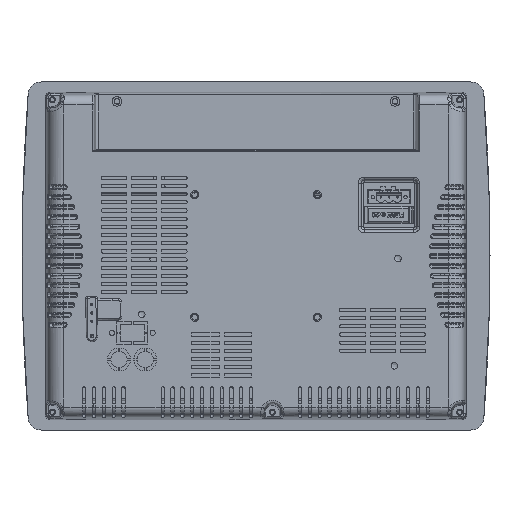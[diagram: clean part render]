
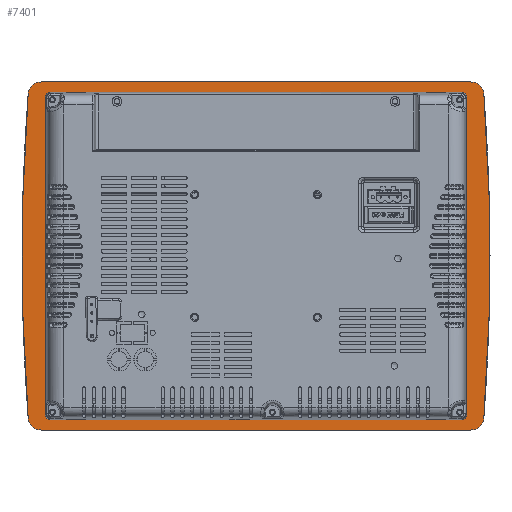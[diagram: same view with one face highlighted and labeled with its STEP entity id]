
A CAD part, front view. The second image highlights one B-rep face of the part: STEP entity #7401.
In plain terms, the highlighted planar face has unit normal (0, -1, 0).
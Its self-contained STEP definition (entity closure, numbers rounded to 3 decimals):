
#7401 = ADVANCED_FACE ( 'NONE', ( #41095, #41096 ), #41097, .T. ) ;
#8849 = EDGE_CURVE ( 'NONE', #99852, #99878, #52760, .T. ) ;
#8852 = EDGE_CURVE ( 'NONE', #99854, #99852, #28919, .T. ) ;
#8855 = EDGE_CURVE ( 'NONE', #99839, #99854, #28935, .T. ) ;
#8858 = EDGE_CURVE ( 'NONE', #99844, #99829, #28951, .T. ) ;
#8862 = EDGE_CURVE ( 'NONE', #99829, #99822, #52829, .T. ) ;
#8865 = EDGE_CURVE ( 'NONE', #99822, #99839, #28993, .T. ) ;
#8877 = EDGE_CURVE ( 'NONE', #99777, #99844, #29011, .T. ) ;
#8879 = EDGE_CURVE ( 'NONE', #99783, #99789, #52880, .T. ) ;
#8880 = EDGE_CURVE ( 'NONE', #99792, #99783, #29092, .T. ) ;
#8881 = EDGE_CURVE ( 'NONE', #99772, #99792, #52881, .T. ) ;
#8882 = EDGE_CURVE ( 'NONE', #99774, #99772, #29140, .T. ) ;
#8883 = EDGE_CURVE ( 'NONE', #99779, #99774, #52884, .T. ) ;
#8884 = EDGE_CURVE ( 'NONE', #99768, #99779, #29158, .T. ) ;
#8885 = EDGE_CURVE ( 'NONE', #99766, #99768, #52890, .T. ) ;
#8886 = EDGE_CURVE ( 'NONE', #99789, #99766, #29176, .T. ) ;
#8887 = EDGE_CURVE ( 'NONE', #99878, #99777, #29182, .T. ) ;
#14703 = EDGE_LOOP ( 'NONE', ( #98157, #98160, #98163, #98166, #98168, #98171, #98174, #98177 ) ) ;
#14704 = EDGE_LOOP ( 'NONE', ( #98133, #98136, #98139, #98142, #98145, #98148, #98151, #98154 ) ) ;
#25589 = AXIS2_PLACEMENT_3D ( 'NONE', #41083, #41099, #41100 ) ;
#28789 = VECTOR ( 'NONE', #52794, 1000. ) ;
#28919 = CIRCLE ( 'NONE', #28927, 8. ) ;
#28927 = AXIS2_PLACEMENT_3D ( 'NONE', #52800, #52801, #52802 ) ;
#28935 = CIRCLE ( 'NONE', #28947, 1300. ) ;
#28947 = AXIS2_PLACEMENT_3D ( 'NONE', #52809, #52810, #52811 ) ;
#28951 = CIRCLE ( 'NONE', #28967, 8. ) ;
#28967 = AXIS2_PLACEMENT_3D ( 'NONE', #52818, #52819, #52820 ) ;
#28981 = VECTOR ( 'NONE', #52831, 1000. ) ;
#28993 = CIRCLE ( 'NONE', #29001, 8. ) ;
#29001 = AXIS2_PLACEMENT_3D ( 'NONE', #52837, #52838, #52839 ) ;
#29011 = CIRCLE ( 'NONE', #29110, 1300. ) ;
#29092 = CIRCLE ( 'NONE', #29134, 3.2 ) ;
#29110 = AXIS2_PLACEMENT_3D ( 'NONE', #52876, #52877, #52878 ) ;
#29116 = VECTOR ( 'NONE', #52883, 1000. ) ;
#29128 = VECTOR ( 'NONE', #52889, 1000. ) ;
#29134 = AXIS2_PLACEMENT_3D ( 'NONE', #52886, #52887, #52888 ) ;
#29140 = CIRCLE ( 'NONE', #29152, 3.2 ) ;
#29146 = VECTOR ( 'NONE', #52895, 1000. ) ;
#29152 = AXIS2_PLACEMENT_3D ( 'NONE', #52892, #52893, #52894 ) ;
#29158 = CIRCLE ( 'NONE', #29170, 3.2 ) ;
#29164 = VECTOR ( 'NONE', #52899, 1000. ) ;
#29170 = AXIS2_PLACEMENT_3D ( 'NONE', #52896, #52897, #52898 ) ;
#29176 = CIRCLE ( 'NONE', #29188, 3.2 ) ;
#29182 = CIRCLE ( 'NONE', #29424, 8. ) ;
#29188 = AXIS2_PLACEMENT_3D ( 'NONE', #52901, #52902, #52903 ) ;
#29424 = AXIS2_PLACEMENT_3D ( 'NONE', #52905, #52906, #52907 ) ;
#41083 = CARTESIAN_POINT ( 'NONE',  ( 45.425, 10.699, 110.657 ) ) ;
#41095 = FACE_BOUND ( 'NONE', #14704, .T. ) ;
#41096 = FACE_OUTER_BOUND ( 'NONE', #14703, .T. ) ;
#41097 = PLANE ( 'NONE',  #25589 ) ;
#41099 = DIRECTION ( 'NONE',  ( 0., -1., 0. ) ) ;
#41100 = DIRECTION ( 'NONE',  ( -1., 0., 0. ) ) ;
#52760 = LINE ( 'NONE', #52792, #28789 ) ;
#52792 = CARTESIAN_POINT ( 'NONE',  ( -103.399, 10.699, -106.399 ) ) ;
#52794 = DIRECTION ( 'NONE',  ( 1., 0., 0. ) ) ;
#52800 = CARTESIAN_POINT ( 'NONE',  ( -234.747, 10.699, -98.399 ) ) ;
#52801 = DIRECTION ( 'NONE',  ( 0., -1., 0. ) ) ;
#52802 = DIRECTION ( 'NONE',  ( 0., 0., -1. ) ) ;
#52809 = CARTESIAN_POINT ( 'NONE',  ( 1053.501, 10.699, 0.001 ) ) ;
#52810 = DIRECTION ( 'NONE',  ( 0., -1., 0. ) ) ;
#52811 = DIRECTION ( 'NONE',  ( 0., 0., -1. ) ) ;
#52818 = CARTESIAN_POINT ( 'NONE',  ( 27.948, 10.699, 98.401 ) ) ;
#52819 = DIRECTION ( 'NONE',  ( 0., -1., 0. ) ) ;
#52820 = DIRECTION ( 'NONE',  ( 0., 0., -1. ) ) ;
#52829 = LINE ( 'NONE', #52830, #28981 ) ;
#52830 = CARTESIAN_POINT ( 'NONE',  ( -103.399, 10.699, 106.401 ) ) ;
#52831 = DIRECTION ( 'NONE',  ( -1., 0., 0. ) ) ;
#52837 = CARTESIAN_POINT ( 'NONE',  ( -234.747, 10.699, 98.401 ) ) ;
#52838 = DIRECTION ( 'NONE',  ( 0., -1., 0. ) ) ;
#52839 = DIRECTION ( 'NONE',  ( 0., 0., -1. ) ) ;
#52875 = CARTESIAN_POINT ( 'NONE',  ( -103.399, 10.699, -99.999 ) ) ;
#52876 = CARTESIAN_POINT ( 'NONE',  ( -1260.299, 10.699, 0.001 ) ) ;
#52877 = DIRECTION ( 'NONE',  ( 0., -1., 0. ) ) ;
#52878 = DIRECTION ( 'NONE',  ( 0., 0., -1. ) ) ;
#52880 = LINE ( 'NONE', #52882, #29116 ) ;
#52881 = LINE ( 'NONE', #52875, #29128 ) ;
#52882 = CARTESIAN_POINT ( 'NONE',  ( 25.601, 10.699, 0.001 ) ) ;
#52883 = DIRECTION ( 'NONE',  ( 0., 0., 1. ) ) ;
#52884 = LINE ( 'NONE', #52885, #29146 ) ;
#52885 = CARTESIAN_POINT ( 'NONE',  ( -232.399, 10.699, 0.001 ) ) ;
#52886 = CARTESIAN_POINT ( 'NONE',  ( 22.401, 10.699, -96.799 ) ) ;
#52887 = DIRECTION ( 'NONE',  ( 0., -1., 0. ) ) ;
#52888 = DIRECTION ( 'NONE',  ( 0., 0., -1. ) ) ;
#52889 = DIRECTION ( 'NONE',  ( 1., 0., 0. ) ) ;
#52890 = LINE ( 'NONE', #52891, #29164 ) ;
#52891 = CARTESIAN_POINT ( 'NONE',  ( -103.399, 10.699, 100.001 ) ) ;
#52892 = CARTESIAN_POINT ( 'NONE',  ( -229.199, 10.699, -96.799 ) ) ;
#52893 = DIRECTION ( 'NONE',  ( 0., -1., 0. ) ) ;
#52894 = DIRECTION ( 'NONE',  ( 0., 0., -1. ) ) ;
#52895 = DIRECTION ( 'NONE',  ( 0., 0., -1. ) ) ;
#52896 = CARTESIAN_POINT ( 'NONE',  ( -229.199, 10.699, 96.801 ) ) ;
#52897 = DIRECTION ( 'NONE',  ( 0., -1., 0. ) ) ;
#52898 = DIRECTION ( 'NONE',  ( 0., 0., -1. ) ) ;
#52899 = DIRECTION ( 'NONE',  ( -1., 0., 0. ) ) ;
#52901 = CARTESIAN_POINT ( 'NONE',  ( 22.401, 10.699, 96.801 ) ) ;
#52902 = DIRECTION ( 'NONE',  ( 0., -1., 0. ) ) ;
#52903 = DIRECTION ( 'NONE',  ( 0., 0., -1. ) ) ;
#52905 = CARTESIAN_POINT ( 'NONE',  ( 27.948, 10.699, -98.399 ) ) ;
#52906 = DIRECTION ( 'NONE',  ( 0., -1., 0. ) ) ;
#52907 = DIRECTION ( 'NONE',  ( 0., 0., -1. ) ) ;
#80987 = CARTESIAN_POINT ( 'NONE',  ( -229.199, 10.699, 100.001 ) ) ;
#80991 = CARTESIAN_POINT ( 'NONE',  ( 22.401, 10.699, 100.001 ) ) ;
#80994 = CARTESIAN_POINT ( 'NONE',  ( -232.399, 10.699, -96.799 ) ) ;
#80996 = CARTESIAN_POINT ( 'NONE',  ( -229.199, 10.699, -99.999 ) ) ;
#81000 = CARTESIAN_POINT ( 'NONE',  ( 35.925, 10.699, -99.008 ) ) ;
#81001 = CARTESIAN_POINT ( 'NONE',  ( 25.601, 10.699, -96.799 ) ) ;
#81005 = CARTESIAN_POINT ( 'NONE',  ( -232.399, 10.699, 96.801 ) ) ;
#81007 = CARTESIAN_POINT ( 'NONE',  ( 22.401, 10.699, -99.999 ) ) ;
#81010 = CARTESIAN_POINT ( 'NONE',  ( 25.601, 10.699, 96.801 ) ) ;
#81024 = CARTESIAN_POINT ( 'NONE',  ( -234.747, 10.699, 106.401 ) ) ;
#81036 = CARTESIAN_POINT ( 'NONE',  ( 27.948, 10.699, 106.401 ) ) ;
#81042 = CARTESIAN_POINT ( 'NONE',  ( -242.724, 10.699, 99.011 ) ) ;
#81043 = CARTESIAN_POINT ( 'NONE',  ( -234.747, 10.699, -106.399 ) ) ;
#81045 = CARTESIAN_POINT ( 'NONE',  ( 35.925, 10.699, 99.011 ) ) ;
#81052 = CARTESIAN_POINT ( 'NONE',  ( -242.724, 10.699, -99.008 ) ) ;
#81059 = CARTESIAN_POINT ( 'NONE',  ( 27.948, 10.699, -106.399 ) ) ;
#98133 = ORIENTED_EDGE ( 'NONE', *, *, #8879, .F. ) ;
#98136 = ORIENTED_EDGE ( 'NONE', *, *, #8880, .F. ) ;
#98139 = ORIENTED_EDGE ( 'NONE', *, *, #8881, .F. ) ;
#98142 = ORIENTED_EDGE ( 'NONE', *, *, #8882, .F. ) ;
#98145 = ORIENTED_EDGE ( 'NONE', *, *, #8883, .F. ) ;
#98148 = ORIENTED_EDGE ( 'NONE', *, *, #8884, .F. ) ;
#98151 = ORIENTED_EDGE ( 'NONE', *, *, #8885, .F. ) ;
#98154 = ORIENTED_EDGE ( 'NONE', *, *, #8886, .F. ) ;
#98157 = ORIENTED_EDGE ( 'NONE', *, *, #8887, .T. ) ;
#98160 = ORIENTED_EDGE ( 'NONE', *, *, #8877, .T. ) ;
#98163 = ORIENTED_EDGE ( 'NONE', *, *, #8858, .T. ) ;
#98166 = ORIENTED_EDGE ( 'NONE', *, *, #8862, .T. ) ;
#98168 = ORIENTED_EDGE ( 'NONE', *, *, #8865, .T. ) ;
#98171 = ORIENTED_EDGE ( 'NONE', *, *, #8855, .T. ) ;
#98174 = ORIENTED_EDGE ( 'NONE', *, *, #8852, .T. ) ;
#98177 = ORIENTED_EDGE ( 'NONE', *, *, #8849, .T. ) ;
#99766 = VERTEX_POINT ( 'NONE', #80991 ) ;
#99768 = VERTEX_POINT ( 'NONE', #80987 ) ;
#99772 = VERTEX_POINT ( 'NONE', #80996 ) ;
#99774 = VERTEX_POINT ( 'NONE', #80994 ) ;
#99777 = VERTEX_POINT ( 'NONE', #81000 ) ;
#99779 = VERTEX_POINT ( 'NONE', #81005 ) ;
#99783 = VERTEX_POINT ( 'NONE', #81001 ) ;
#99789 = VERTEX_POINT ( 'NONE', #81010 ) ;
#99792 = VERTEX_POINT ( 'NONE', #81007 ) ;
#99822 = VERTEX_POINT ( 'NONE', #81024 ) ;
#99829 = VERTEX_POINT ( 'NONE', #81036 ) ;
#99839 = VERTEX_POINT ( 'NONE', #81042 ) ;
#99844 = VERTEX_POINT ( 'NONE', #81045 ) ;
#99852 = VERTEX_POINT ( 'NONE', #81043 ) ;
#99854 = VERTEX_POINT ( 'NONE', #81052 ) ;
#99878 = VERTEX_POINT ( 'NONE', #81059 ) ;
